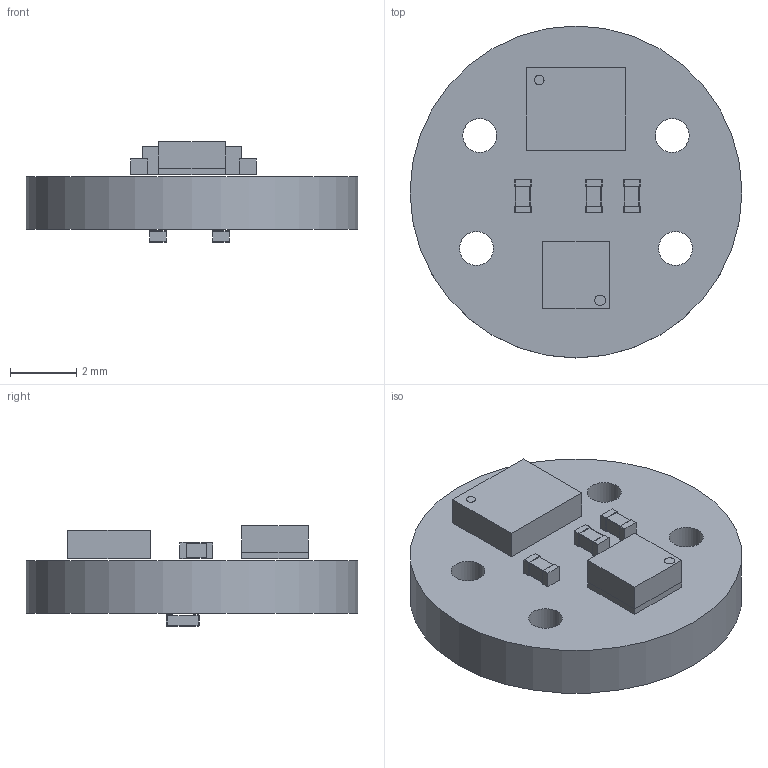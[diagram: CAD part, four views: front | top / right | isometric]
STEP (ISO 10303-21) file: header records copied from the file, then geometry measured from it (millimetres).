
FILE_DESCRIPTION(('KiCad electronic assembly'),'2;1');
FILE_NAME('IMU5.step','2024-09-03T12:16:20',('Pcbnew'),('Kicad'), 'Open CASCADE STEP processor 7.7','KiCad to STEP converter','Unknown' );
FILE_SCHEMA(('AUTOMOTIVE_DESIGN { 1 0 10303 214 1 1 1 1 }'));
Length unit declared in the file: millimetre
Products named in the file (10): IMU5 1; C_0402_1005Metric; SOLID; LSM6DSOXTR; COMPOUND; LIS3MDLTR; R_0402_1005Metric; IMU5 PCB
Assembly tree (12 placements, depth 3):
  IMU5 1
    C_0402_1005Metric  x3
      SOLID
    LSM6DSOXTR
      COMPOUND
    LIS3MDLTR
      COMPOUND
    R_0402_1005Metric  x2
      SOLID
    IMU5 PCB
Bounding box: 10 x 10 x 3.03 mm (x, y, z)
Volume: 130.4 mm3; surface area: 292.5 mm2
Topology: 37 solids, 37 shells, 465 faces, 1063 edges, 706 vertices
Faces by surface type: plane 400, cylinder 65
Full cylindrical faces by diameter (mm): 1.02 x4, 10 x1
Entity records: 22316 total; most frequent: CARTESIAN_POINT 3635, DIRECTION 3391, LINE 2421, VECTOR 2421, ORIENTED_EDGE 1702, PCURVE 1702, DEFINITIONAL_REPRESENTATION 1702, EDGE_CURVE 851
